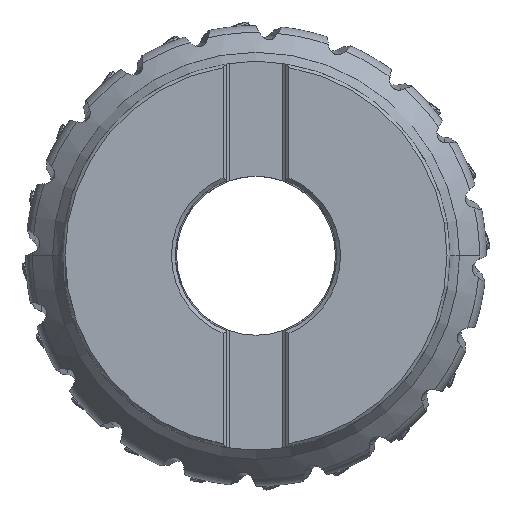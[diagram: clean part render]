
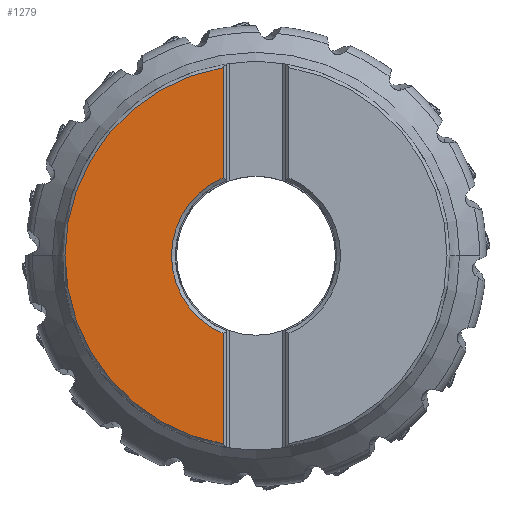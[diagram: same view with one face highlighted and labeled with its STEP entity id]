
A CAD part, top view. The second image highlights one B-rep face of the part: STEP entity #1279.
In plain terms, the highlighted planar face has unit normal (0, 0, 1).
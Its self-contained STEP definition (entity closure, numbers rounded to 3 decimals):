
#746=PLANE('',#30118);
#1279=ADVANCED_FACE('',(#3615),#746,.T.);
#3615=FACE_OUTER_BOUND('',#5201,.T.);
#5201=EDGE_LOOP('',(#11230,#11231,#11232,#11233,#11234));
#8273=LINE('',#41969,#9739);
#8274=LINE('',#41973,#9740);
#9739=VECTOR('',#33663,1.);
#9740=VECTOR('',#33666,1.);
#11230=ORIENTED_EDGE('',*,*,#23437,.F.);
#11231=ORIENTED_EDGE('',*,*,#23438,.F.);
#11232=ORIENTED_EDGE('',*,*,#23439,.F.);
#11233=ORIENTED_EDGE('',*,*,#23436,.F.);
#11234=ORIENTED_EDGE('',*,*,#23435,.F.);
#20390=VERTEX_POINT('',#41939);
#20392=VERTEX_POINT('',#41964);
#20393=VERTEX_POINT('',#41966);
#20394=VERTEX_POINT('',#41970);
#20395=VERTEX_POINT('',#41972);
#23435=EDGE_CURVE('',#20392,#20393,#28007,.T.);
#23436=EDGE_CURVE('',#20393,#20390,#28008,.T.);
#23437=EDGE_CURVE('',#20394,#20392,#8273,.T.);
#23438=EDGE_CURVE('',#20395,#20394,#28009,.T.);
#23439=EDGE_CURVE('',#20390,#20395,#8274,.T.);
#28007=CIRCLE('',#30114,61.029);
#28008=CIRCLE('',#30115,61.029);
#28009=CIRCLE('',#30117,27.);
#30114=AXIS2_PLACEMENT_3D('',#41965,#33657,#33658);
#30115=AXIS2_PLACEMENT_3D('',#41967,#33659,#33660);
#30117=AXIS2_PLACEMENT_3D('',#41971,#33664,#33665);
#30118=AXIS2_PLACEMENT_3D('',#41974,#33667,#33668);
#33657=DIRECTION('',(0.,0.,-1.));
#33658=DIRECTION('',(-0.172,-0.985,0.));
#33659=DIRECTION('',(0.,0.,-1.));
#33660=DIRECTION('',(-1.,0.,0.));
#33663=DIRECTION('',(0.,-1.,0.));
#33664=DIRECTION('',(0.,0.,1.));
#33665=DIRECTION('',(-0.39,0.921,0.));
#33666=DIRECTION('',(0.,-1.,0.));
#33667=DIRECTION('',(0.,0.,1.));
#33668=DIRECTION('',(0.,-1.,0.));
#41939=CARTESIAN_POINT('',(-10.525,60.114,0.));
#41964=CARTESIAN_POINT('',(-10.525,-60.114,0.));
#41965=CARTESIAN_POINT('',(0.,0.,0.));
#41966=CARTESIAN_POINT('',(-61.029,0.022,0.));
#41967=CARTESIAN_POINT('',(0.,0.,0.));
#41969=CARTESIAN_POINT('',(-10.525,-24.864,0.));
#41970=CARTESIAN_POINT('',(-10.525,-24.864,0.));
#41971=CARTESIAN_POINT('',(0.,0.,0.));
#41972=CARTESIAN_POINT('',(-10.525,24.864,0.));
#41973=CARTESIAN_POINT('',(-10.525,60.114,0.));
#41974=CARTESIAN_POINT('',(-35.777,0.,0.));
